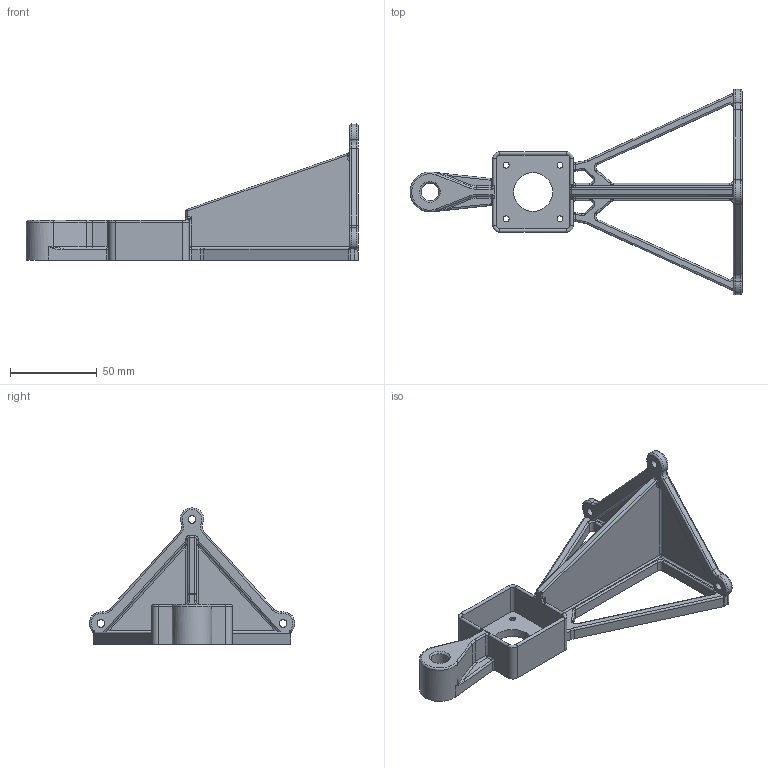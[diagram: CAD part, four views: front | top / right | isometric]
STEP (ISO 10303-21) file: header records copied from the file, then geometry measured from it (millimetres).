
FILE_DESCRIPTION(/* description */ ('STEP AP242','CAx-IF Rec.Pracs.---Representation and Presentation of Product Manufacturing Information (PMI)---4.0---2014-10-13','CAx-IF Rec.Pracs.---3D Tessellated Geometry---0.4---2014-09-14','2;1'),/* implementation_level */ '2;1');
FILE_NAME(/* name */ '65c0e2748a65ac4612bae183',/* time_stamp */ '2024-02-05T13:28:21Z',/* author */ (''),/* organization */ (''),/* preprocessor_version */ 'ST-DEVELOPER v19.4',/* originating_system */ ' ',/* authorisation */ ' ');
FILE_SCHEMA (('AP242_MANAGED_MODEL_BASED_3D_ENGINEERING_MIM_LF { 1 0 10303 442 1 1 4 }'));
Length unit declared in the file: metre
Products named in the file (1): Stand1_Nema17
Bounding box: 191.5 x 118.45 x 78.7 mm (x, y, z)
Volume: 77045.4 mm3; surface area: 42436.8 mm2
Topology: 1 solids, 1 shells, 324 faces, 807 edges, 467 vertices
Faces by surface type: cylinder 129, plane 114, torus 49, bspline 20, sphere 10, cone 2
Full cylindrical faces by diameter (mm): 3.4 x4, 4.5 x3, 6 x4, 10 x1, 16 x1, 22.5 x1
Entity records: 9673 total; most frequent: CARTESIAN_POINT 1981, DIRECTION 1717, ORIENTED_EDGE 1540, EDGE_CURVE 770, AXIS2_PLACEMENT_3D 666, VERTEX_POINT 462, LINE 385, VECTOR 385
